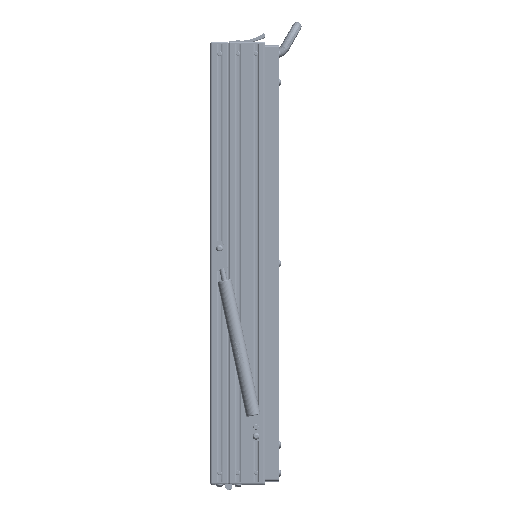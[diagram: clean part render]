
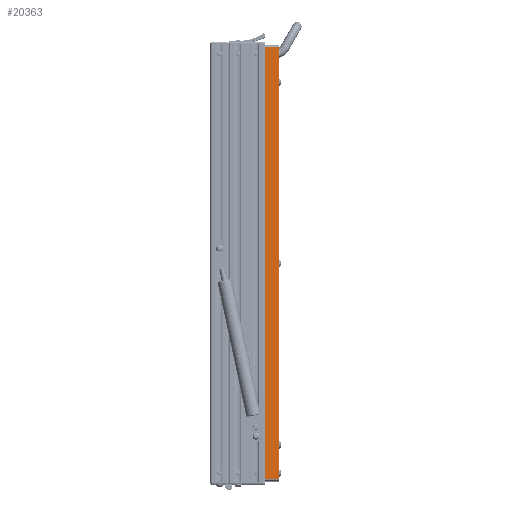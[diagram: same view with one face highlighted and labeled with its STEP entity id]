
A CAD part, top view. The second image highlights one B-rep face of the part: STEP entity #20363.
In plain terms, the highlighted face is planar.
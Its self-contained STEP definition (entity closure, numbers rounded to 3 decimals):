
#240 = CARTESIAN_POINT ( 'NONE',  ( -266.5, 239., -7.5 ) ) ;
#795 = VECTOR ( 'NONE', #33973, 1000. ) ;
#3691 = DIRECTION ( 'NONE',  ( 1., 0., 0. ) ) ;
#4573 = VERTEX_POINT ( 'NONE', #31749 ) ;
#5754 = AXIS2_PLACEMENT_3D ( 'NONE', #61282, #3691, #22752 ) ;
#7958 = EDGE_CURVE ( 'NONE', #25491, #4573, #8466, .T. ) ;
#8466 = LINE ( 'NONE', #240, #31978 ) ;
#8751 = EDGE_CURVE ( 'NONE', #4573, #38607, #29620, .T. ) ;
#9666 = EDGE_CURVE ( 'NONE', #27210, #25491, #43199, .T. ) ;
#9985 = DIRECTION ( 'NONE',  ( 0., -1., 0. ) ) ;
#14313 = CARTESIAN_POINT ( 'NONE',  ( -266.5, -237., 7.5 ) ) ;
#16387 = EDGE_CURVE ( 'NONE', #27210, #38607, #31424, .T. ) ;
#17462 = VECTOR ( 'NONE', #36395, 1000. ) ;
#18126 = PLANE ( 'NONE',  #5754 ) ;
#20363 = ADVANCED_FACE ( 'NONE', ( #55895 ), #18126, .F. ) ;
#22752 = DIRECTION ( 'NONE',  ( 0., 1., 0. ) ) ;
#24033 = EDGE_LOOP ( 'NONE', ( #37448, #27169, #55735, #61301 ) ) ;
#24632 = DIRECTION ( 'NONE',  ( 0., -1., 0. ) ) ;
#25491 = VERTEX_POINT ( 'NONE', #52525 ) ;
#26447 = CARTESIAN_POINT ( 'NONE',  ( -266.5, 237., 7.5 ) ) ;
#27169 = ORIENTED_EDGE ( 'NONE', *, *, #9666, .T. ) ;
#27210 = VERTEX_POINT ( 'NONE', #26447 ) ;
#29620 = LINE ( 'NONE', #14313, #795 ) ;
#30137 = CARTESIAN_POINT ( 'NONE',  ( -266.5, 239., 7.5 ) ) ;
#31424 = LINE ( 'NONE', #30137, #60926 ) ;
#31749 = CARTESIAN_POINT ( 'NONE',  ( -266.5, -237., -7.5 ) ) ;
#31978 = VECTOR ( 'NONE', #9985, 1000. ) ;
#33973 = DIRECTION ( 'NONE',  ( 0., 0., 1. ) ) ;
#36395 = DIRECTION ( 'NONE',  ( 0., 0., -1. ) ) ;
#37448 = ORIENTED_EDGE ( 'NONE', *, *, #16387, .F. ) ;
#38607 = VERTEX_POINT ( 'NONE', #47635 ) ;
#43199 = LINE ( 'NONE', #61141, #17462 ) ;
#47635 = CARTESIAN_POINT ( 'NONE',  ( -266.5, -237., 7.5 ) ) ;
#52525 = CARTESIAN_POINT ( 'NONE',  ( -266.5, 237., -7.5 ) ) ;
#55735 = ORIENTED_EDGE ( 'NONE', *, *, #7958, .T. ) ;
#55895 = FACE_OUTER_BOUND ( 'NONE', #24033, .T. ) ;
#60926 = VECTOR ( 'NONE', #24632, 1000. ) ;
#61141 = CARTESIAN_POINT ( 'NONE',  ( -266.5, 237., 7.5 ) ) ;
#61282 = CARTESIAN_POINT ( 'NONE',  ( -266.5, 239., 7.5 ) ) ;
#61301 = ORIENTED_EDGE ( 'NONE', *, *, #8751, .T. ) ;
